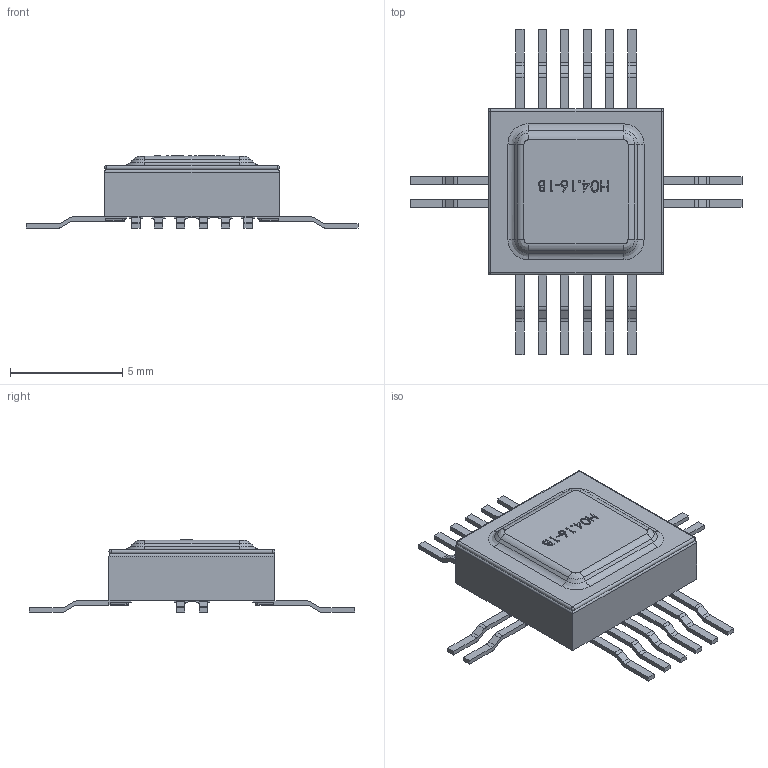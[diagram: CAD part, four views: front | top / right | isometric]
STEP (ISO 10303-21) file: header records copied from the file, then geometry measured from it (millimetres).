
FILE_DESCRIPTION(('STEP AP214'), '1');
FILE_NAME('ﾍ04.16-1ﾂ', '2019-10-28T10:52:19', (''), (''), 'ASCON STEP Converter 1.3', 'ASCON Math Kernel', '');
FILE_SCHEMA(('AUTOMOTIVE_DESIGN { 1 0 10303 214 3 1 1}'));
Length unit declared in the file: millimetre
Products named in the file (1): ﾍ04.16-1ﾂ
Bounding box: 14.8 x 14.5 x 3.22 mm (x, y, z)
Volume: 149.5 mm3; surface area: 264 mm2
Topology: 7 solids, 7 shells, 611 faces, 1623 edges, 1038 vertices
Faces by surface type: plane 372, cylinder 161, bspline 42, torus 32, sphere 4
Entity records: 27283 total; most frequent: CARTESIAN_POINT 7363, ORIENTED_EDGE 3238, DIRECTION 2908, EDGE_CURVE 1619, LINE 1162, VECTOR 1162, VERTEX_POINT 1046, AXIS2_PLACEMENT_3D 873
